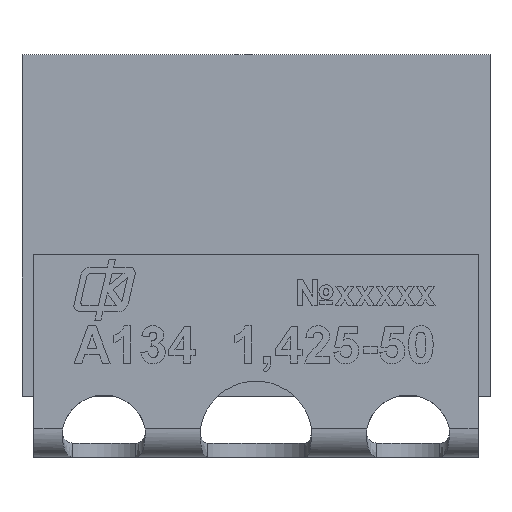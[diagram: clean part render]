
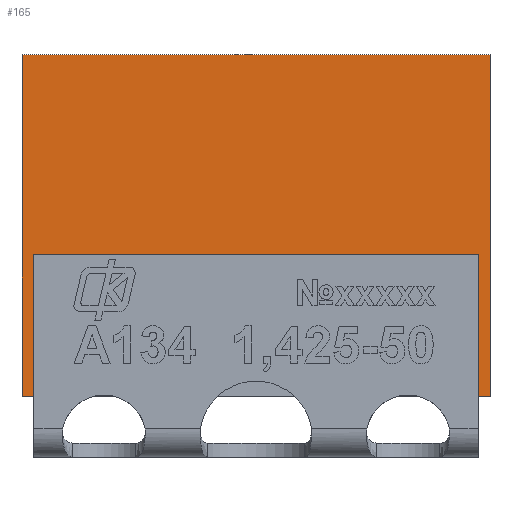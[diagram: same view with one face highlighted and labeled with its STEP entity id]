
A CAD part, top view. The second image highlights one B-rep face of the part: STEP entity #165.
In plain terms, the highlighted planar face has unit normal (0, 0, 1).
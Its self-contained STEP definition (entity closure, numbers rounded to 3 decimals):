
#165=ADVANCED_FACE('',(#3487),#3489,.F.);
#3487=FACE_BOUND('',#3488,.T.);
#3488=EDGE_LOOP('',(#7918,#7919,#7920,#7921,#7922,#7923,#7924,#7925));
#3489=PLANE('',#3490);
#3490=AXIS2_PLACEMENT_3D('',#3491,#3492,#3493);
#3491=CARTESIAN_POINT('',(-5.,3.65,1.8));
#3492=DIRECTION('',(0.,0.,-1.));
#3493=DIRECTION('',(-1.,0.,0.));
#7918=ORIENTED_EDGE('',*,*,#9892,.T.);
#7919=ORIENTED_EDGE('',*,*,#9893,.T.);
#7920=ORIENTED_EDGE('',*,*,#9894,.F.);
#7921=ORIENTED_EDGE('',*,*,#9851,.F.);
#7922=ORIENTED_EDGE('',*,*,#9895,.F.);
#7923=ORIENTED_EDGE('',*,*,#9896,.T.);
#7924=ORIENTED_EDGE('',*,*,#9897,.F.);
#7925=ORIENTED_EDGE('',*,*,#9898,.T.);
#9851=EDGE_CURVE('',#10853,#10845,#10855,.T.);
#9892=EDGE_CURVE('',#10934,#10935,#10936,.T.);
#9893=EDGE_CURVE('',#10935,#10937,#10938,.T.);
#9894=EDGE_CURVE('',#10845,#10937,#10939,.T.);
#9895=EDGE_CURVE('',#10940,#10853,#10941,.T.);
#9896=EDGE_CURVE('',#10940,#10942,#10943,.T.);
#9897=EDGE_CURVE('',#10944,#10942,#10945,.T.);
#9898=EDGE_CURVE('',#10944,#10934,#10946,.T.);
#10845=VERTEX_POINT('',#12502);
#10853=VERTEX_POINT('',#12518);
#10855=LINE('',#12522,#12523);
#10934=VERTEX_POINT('',#12683);
#10935=VERTEX_POINT('',#12684);
#10936=LINE('',#12685,#12686);
#10937=VERTEX_POINT('',#12688);
#10938=LINE('',#12689,#12690);
#10939=LINE('',#12692,#12693);
#10940=VERTEX_POINT('',#12695);
#10941=LINE('',#12696,#12697);
#10942=VERTEX_POINT('',#12699);
#10943=LINE('',#12700,#12701);
#10944=VERTEX_POINT('',#12703);
#10945=LINE('',#12704,#12705);
#10946=LINE('',#12707,#12708);
#12502=CARTESIAN_POINT('',(5.,-3.649,1.8));
#12518=CARTESIAN_POINT('',(5.,3.65,1.8));
#12522=CARTESIAN_POINT('',(5.,3.65,1.8));
#12523=VECTOR('',#12524,1.);
#12524=DIRECTION('',(0.,-1.,0.));
#12683=CARTESIAN_POINT('',(-4.75,-0.625,1.8));
#12684=CARTESIAN_POINT('',(4.75,-0.625,1.8));
#12685=CARTESIAN_POINT('',(-4.75,-0.625,1.8));
#12686=VECTOR('',#12687,1.);
#12687=DIRECTION('',(1.,0.,0.));
#12688=CARTESIAN_POINT('',(4.75,-3.649,1.8));
#12689=CARTESIAN_POINT('',(4.75,-0.625,1.8));
#12690=VECTOR('',#12691,1.);
#12691=DIRECTION('',(0.,-1.,0.));
#12692=CARTESIAN_POINT('',(5.,-3.649,1.8));
#12693=VECTOR('',#12694,1.);
#12694=DIRECTION('',(-1.,0.,0.));
#12695=CARTESIAN_POINT('',(-5.,3.65,1.8));
#12696=CARTESIAN_POINT('',(-5.,3.65,1.8));
#12697=VECTOR('',#12698,1.);
#12698=DIRECTION('',(1.,0.,0.));
#12699=CARTESIAN_POINT('',(-5.,-3.649,1.8));
#12700=CARTESIAN_POINT('',(-5.,3.65,1.8));
#12701=VECTOR('',#12702,1.);
#12702=DIRECTION('',(0.,-1.,0.));
#12703=CARTESIAN_POINT('',(-4.75,-3.649,1.8));
#12704=CARTESIAN_POINT('',(-4.75,-3.649,1.8));
#12705=VECTOR('',#12706,1.);
#12706=DIRECTION('',(-1.,0.,0.));
#12707=CARTESIAN_POINT('',(-4.75,-3.649,1.8));
#12708=VECTOR('',#12709,1.);
#12709=DIRECTION('',(0.,1.,0.));
